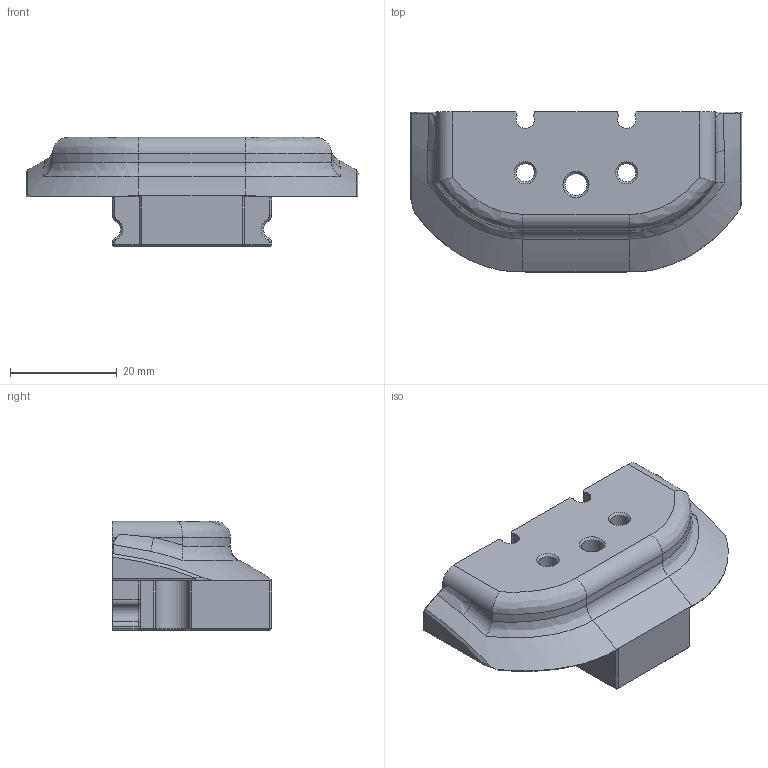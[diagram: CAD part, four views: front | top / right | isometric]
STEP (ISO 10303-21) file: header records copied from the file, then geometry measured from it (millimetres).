
FILE_DESCRIPTION(/* description */ (''),/* implementation_level */ '2;1');
FILE_NAME(/* name */ 'bw_dd_sch_wing_v12_lgx_lite.step',/* time_stamp */ '2021-12-27T11:24:30-08:00',/* author */ (''),/* organization */ (''),/* preprocessor_version */ 'ST-DEVELOPER v18.1',/* originating_system */ 'Autodesk Translation Framework v10.10.0.1391',/* authorisation */ '');
FILE_SCHEMA (('AUTOMOTIVE_DESIGN { 1 0 10303 214 3 1 1 }'));
Length unit declared in the file: millimetre
Products named in the file (1): bw_dd_sch_wing_v12_lgx_lite
Bounding box: 62.2 x 29.95 x 20.48 mm (x, y, z)
Volume: 17939.2 mm3; surface area: 6476.6 mm2
Topology: 1 solids, 1 shells, 140 faces, 368 edges, 228 vertices
Faces by surface type: plane 67, cylinder 28, cone 26, bspline 17, torus 2
Full cylindrical faces by diameter (mm): 3.4 x2, 4.1 x1, 6.3 x2
Entity records: 5297 total; most frequent: CARTESIAN_POINT 1899, ORIENTED_EDGE 732, DIRECTION 663, EDGE_CURVE 366, VERTEX_POINT 228, AXIS2_PLACEMENT_3D 227, LINE 209, VECTOR 209
